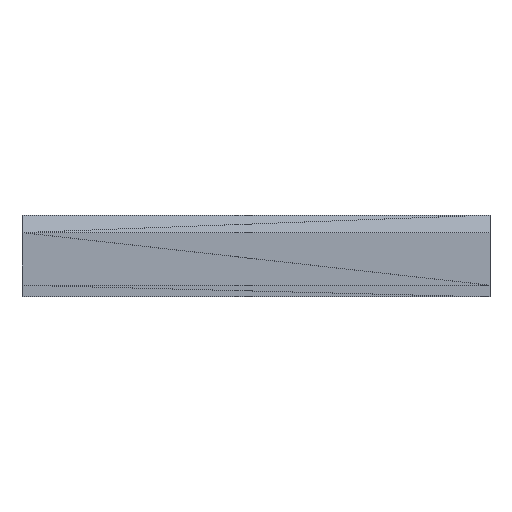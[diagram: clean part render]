
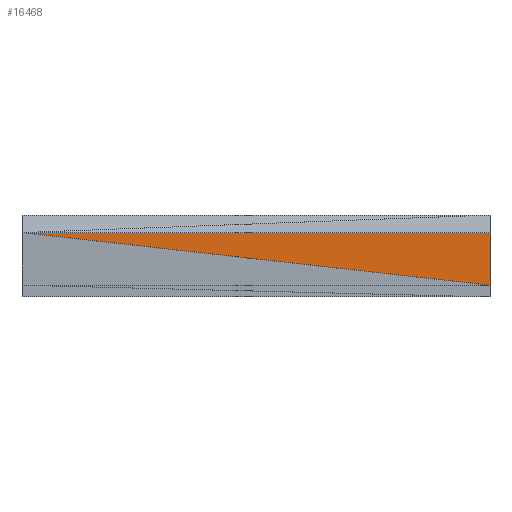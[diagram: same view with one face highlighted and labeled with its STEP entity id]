
A CAD part, front view. The second image highlights one B-rep face of the part: STEP entity #16468.
In plain terms, the highlighted planar face has unit normal (0, -1, 0).
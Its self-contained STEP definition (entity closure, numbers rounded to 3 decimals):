
#758=FACE_OUTER_BOUND('',#2187,.T.);
#2187=EDGE_LOOP('',(#12237,#12238,#12239));
#4141=LINE('',#26132,#6285);
#4275=LINE('',#26395,#6419);
#4276=LINE('',#26396,#6420);
#6285=VECTOR('',#21213,10.);
#6419=VECTOR('',#21489,10.);
#6420=VECTOR('',#21490,10.);
#7234=VERTEX_POINT('',#24023);
#7746=VERTEX_POINT('',#26124);
#7749=VERTEX_POINT('',#26131);
#9132=EDGE_CURVE('',#7746,#7749,#4141,.T.);
#9266=EDGE_CURVE('',#7746,#7234,#4275,.T.);
#9267=EDGE_CURVE('',#7234,#7749,#4276,.T.);
#12237=ORIENTED_EDGE('',*,*,#9266,.T.);
#12238=ORIENTED_EDGE('',*,*,#9267,.T.);
#12239=ORIENTED_EDGE('',*,*,#9132,.F.);
#15039=PLANE('',#17911);
#16468=ADVANCED_FACE('',(#758),#15039,.T.);
#17911=AXIS2_PLACEMENT_3D('',#26394,#21487,#21488);
#21213=DIRECTION('',(1.,0.,0.));
#21487=DIRECTION('center_axis',(0.,-1.,0.));
#21488=DIRECTION('ref_axis',(0.,0.,-1.));
#21489=DIRECTION('',(0.994,0.,-0.112));
#21490=DIRECTION('',(0.,0.,1.));
#24023=CARTESIAN_POINT('',(40.,-4.5,2.));
#26124=CARTESIAN_POINT('',(-40.,-4.5,11.));
#26131=CARTESIAN_POINT('',(40.,-4.5,11.));
#26132=CARTESIAN_POINT('',(-40.,-4.5,11.));
#26394=CARTESIAN_POINT('Origin',(40.,-4.5,11.));
#26395=CARTESIAN_POINT('',(-40.,-4.5,11.));
#26396=CARTESIAN_POINT('',(40.,-4.5,2.));
